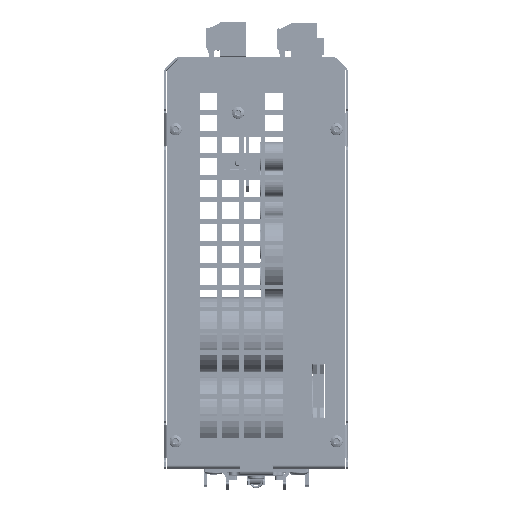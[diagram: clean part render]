
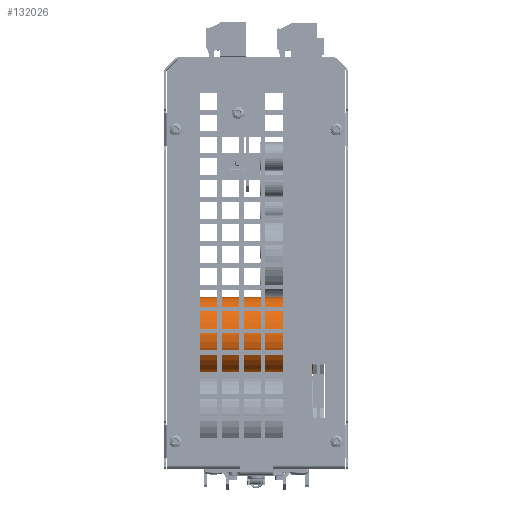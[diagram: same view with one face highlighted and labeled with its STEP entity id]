
A CAD part, top view. The second image highlights one B-rep face of the part: STEP entity #132026.
In plain terms, the highlighted cylindrical face has radius 17.5 mm (diameter 35 mm), a full revolution.
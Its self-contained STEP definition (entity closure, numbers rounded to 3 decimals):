
#10795=FACE_OUTER_BOUND('',#18212,.T.);
#18212=EDGE_LOOP('',(#89354,#89355,#89356,#89357));
#26458=LINE('',#179677,#40871);
#40871=VECTOR('',#148741,17.5);
#55286=CIRCLE('',#140460,17.5);
#55287=CIRCLE('',#140461,17.5);
#57298=VERTEX_POINT('',#179674);
#57299=VERTEX_POINT('',#179676);
#70001=EDGE_CURVE('',#57298,#57298,#55286,.T.);
#70002=EDGE_CURVE('',#57298,#57299,#26458,.T.);
#70003=EDGE_CURVE('',#57299,#57299,#55287,.T.);
#89354=ORIENTED_EDGE('',*,*,#70001,.T.);
#89355=ORIENTED_EDGE('',*,*,#70002,.T.);
#89356=ORIENTED_EDGE('',*,*,#70003,.F.);
#89357=ORIENTED_EDGE('',*,*,#70002,.F.);
#128044=CYLINDRICAL_SURFACE('',#140459,17.5);
#132026=ADVANCED_FACE('',(#10795),#128044,.T.);
#140459=AXIS2_PLACEMENT_3D('',#179673,#148737,#148738);
#140460=AXIS2_PLACEMENT_3D('',#179675,#148739,#148740);
#140461=AXIS2_PLACEMENT_3D('',#179678,#148742,#148743);
#148737=DIRECTION('center_axis',(1.,0.,0.));
#148738=DIRECTION('ref_axis',(0.,0.,1.));
#148739=DIRECTION('center_axis',(-1.,0.,0.));
#148740=DIRECTION('ref_axis',(0.,0.,1.));
#148741=DIRECTION('',(-1.,0.,0.));
#148742=DIRECTION('center_axis',(-1.,0.,0.));
#148743=DIRECTION('ref_axis',(0.,0.,1.));
#179673=CARTESIAN_POINT('Origin',(71.765,276.686,9.976));
#179674=CARTESIAN_POINT('',(135.765,276.686,-7.524));
#179675=CARTESIAN_POINT('Origin',(135.765,276.686,9.976));
#179676=CARTESIAN_POINT('',(71.765,276.686,-7.524));
#179677=CARTESIAN_POINT('',(71.765,276.686,-7.524));
#179678=CARTESIAN_POINT('Origin',(71.765,276.686,9.976));
